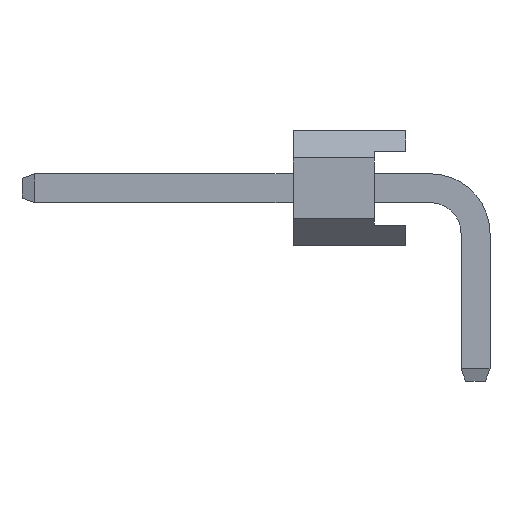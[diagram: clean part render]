
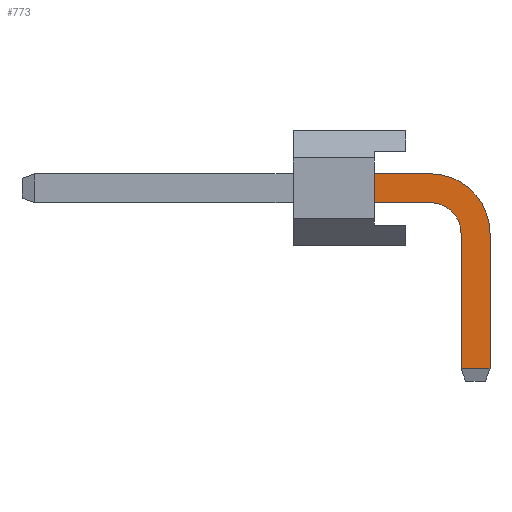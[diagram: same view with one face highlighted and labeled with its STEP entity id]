
A CAD part, left-side view. The second image highlights one B-rep face of the part: STEP entity #773.
In plain terms, the highlighted planar face has unit normal (-1, 0, 0).
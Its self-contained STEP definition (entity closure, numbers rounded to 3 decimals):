
#773=ADVANCED_FACE('',(#2109),#2111,.T.);
#2109=FACE_BOUND('',#2110,.T.);
#2110=EDGE_LOOP('',(#3185,#3186,#3187,#3188,#3189,#3190,#3191,#3192));
#2111=PLANE('',#2112);
#2112=AXIS2_PLACEMENT_3D('',#2113,#2114,#2115);
#2113=CARTESIAN_POINT('',(-0.32,0.32,-3.));
#2114=DIRECTION('',(-1.,0.,0.));
#2115=DIRECTION('',(0.,-1.,0.));
#3185=ORIENTED_EDGE('',*,*,#3829,.T.);
#3186=ORIENTED_EDGE('',*,*,#3830,.T.);
#3187=ORIENTED_EDGE('',*,*,#3831,.T.);
#3188=ORIENTED_EDGE('',*,*,#3832,.T.);
#3189=ORIENTED_EDGE('',*,*,#3629,.T.);
#3190=ORIENTED_EDGE('',*,*,#3833,.F.);
#3191=ORIENTED_EDGE('',*,*,#3834,.F.);
#3192=ORIENTED_EDGE('',*,*,#3835,.F.);
#3629=EDGE_CURVE('',#4145,#4146,#4147,.T.);
#3829=EDGE_CURVE('',#4457,#4458,#4459,.T.);
#3830=EDGE_CURVE('',#4458,#4460,#4461,.T.);
#3831=EDGE_CURVE('',#4460,#4462,#4463,.T.);
#3832=EDGE_CURVE('',#4462,#4145,#4464,.T.);
#3833=EDGE_CURVE('',#4465,#4146,#4466,.T.);
#3834=EDGE_CURVE('',#4467,#4465,#4468,.T.);
#3835=EDGE_CURVE('',#4457,#4467,#4469,.T.);
#4145=VERTEX_POINT('',#5025);
#4146=VERTEX_POINT('',#5026);
#4147=LINE('',#5027,#5028);
#4457=VERTEX_POINT('',#5753);
#4458=VERTEX_POINT('',#5754);
#4459=LINE('',#5755,#5756);
#4460=VERTEX_POINT('',#5758);
#4461=LINE('',#5759,#5760);
#4462=VERTEX_POINT('',#5762);
#4463=CIRCLE('',#5763,1.32);
#4464=LINE('',#5767,#5768);
#4465=VERTEX_POINT('',#5770);
#4466=LINE('',#5771,#5772);
#4467=VERTEX_POINT('',#5774);
#4468=CIRCLE('',#5775,0.68);
#4469=LINE('',#5779,#5780);
#5025=CARTESIAN_POINT('',(-0.32,2.24,1.59));
#5026=CARTESIAN_POINT('',(-0.32,2.24,0.95));
#5027=CARTESIAN_POINT('',(-0.32,2.24,1.59));
#5028=VECTOR('',#5029,1.);
#5029=DIRECTION('',(0.,0.,-1.));
#5753=CARTESIAN_POINT('',(-0.32,0.32,-2.725));
#5754=CARTESIAN_POINT('',(-0.32,-0.32,-2.725));
#5755=CARTESIAN_POINT('',(-0.32,0.32,-2.725));
#5756=VECTOR('',#5757,1.);
#5757=DIRECTION('',(0.,-1.,0.));
#5758=CARTESIAN_POINT('',(-0.32,-0.32,0.27));
#5759=CARTESIAN_POINT('',(-0.32,-0.32,-2.725));
#5760=VECTOR('',#5761,1.);
#5761=DIRECTION('',(0.,0.,1.));
#5762=CARTESIAN_POINT('',(-0.32,1.,1.59));
#5763=AXIS2_PLACEMENT_3D('',#5764,#5765,#5766);
#5764=CARTESIAN_POINT('',(-0.32,1.,0.27));
#5765=DIRECTION('',(-1.,-0.,0.));
#5766=DIRECTION('',(0.,-1.,0.));
#5767=CARTESIAN_POINT('',(-0.32,1.,1.59));
#5768=VECTOR('',#5769,1.);
#5769=DIRECTION('',(0.,1.,0.));
#5770=CARTESIAN_POINT('',(-0.32,1.,0.95));
#5771=CARTESIAN_POINT('',(-0.32,1.,0.95));
#5772=VECTOR('',#5773,1.);
#5773=DIRECTION('',(0.,1.,0.));
#5774=CARTESIAN_POINT('',(-0.32,0.32,0.27));
#5775=AXIS2_PLACEMENT_3D('',#5776,#5777,#5778);
#5776=CARTESIAN_POINT('',(-0.32,1.,0.27));
#5777=DIRECTION('',(-1.,-0.,0.));
#5778=DIRECTION('',(0.,-1.,0.));
#5779=CARTESIAN_POINT('',(-0.32,0.32,-2.725));
#5780=VECTOR('',#5781,1.);
#5781=DIRECTION('',(0.,0.,1.));
